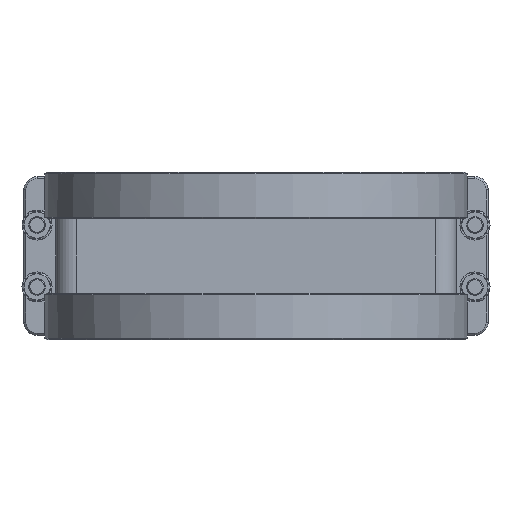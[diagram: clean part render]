
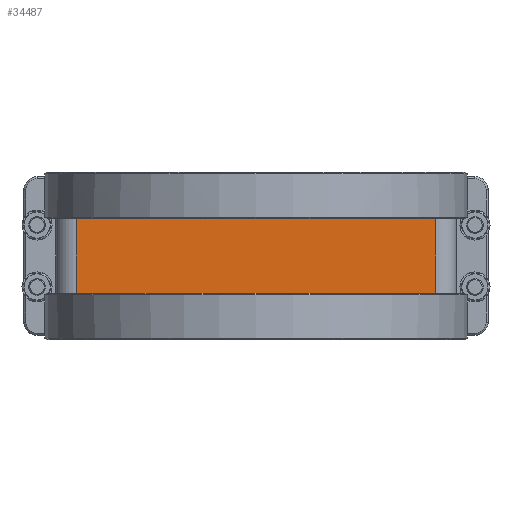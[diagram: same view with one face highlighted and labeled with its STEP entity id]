
A CAD part, front view. The second image highlights one B-rep face of the part: STEP entity #34487.
In plain terms, the highlighted planar face has unit normal (0, -1, 0).
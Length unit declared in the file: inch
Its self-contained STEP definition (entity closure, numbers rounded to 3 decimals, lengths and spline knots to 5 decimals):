
#101 = CARTESIAN_POINT ( 'NONE',  ( 1.93913, -3.447, 0.7025 ) ) ;
#534 = EDGE_CURVE ( 'NONE', #11348, #15442, #21989, .T. ) ;
#1259 = EDGE_CURVE ( 'NONE', #58948, #11558, #6112, .T. ) ;
#1563 = VERTEX_POINT ( 'NONE', #101 ) ;
#2005 = DIRECTION ( 'NONE',  ( 1., 0., 0. ) ) ;
#2441 = VERTEX_POINT ( 'NONE', #42912 ) ;
#3364 = VECTOR ( 'NONE', #2005, 39.37008 ) ;
#3566 = VECTOR ( 'NONE', #27022, 39.37008 ) ;
#3632 = VERTEX_POINT ( 'NONE', #18660 ) ;
#3857 = VECTOR ( 'NONE', #21768, 39.37008 ) ;
#3939 = ORIENTED_EDGE ( 'NONE', *, *, #25442, .T. ) ;
#5002 = VECTOR ( 'NONE', #48989, 39.37008 ) ;
#5989 = VERTEX_POINT ( 'NONE', #48125 ) ;
#6112 = LINE ( 'NONE', #54572, #50453 ) ;
#6392 = CARTESIAN_POINT ( 'NONE',  ( 0.44286, -3.447, -0.7025 ) ) ;
#6508 = CARTESIAN_POINT ( 'NONE',  ( -3.775, -3.447, 0.7025 ) ) ;
#7357 = CARTESIAN_POINT ( 'NONE',  ( 0., -3.447, 0.7025 ) ) ;
#7476 = ORIENTED_EDGE ( 'NONE', *, *, #34456, .T. ) ;
#7502 = CARTESIAN_POINT ( 'NONE',  ( -3.775, -3.447, -0.7025 ) ) ;
#7637 = CARTESIAN_POINT ( 'NONE',  ( 0., -3.447, -0.7025 ) ) ;
#8288 = VERTEX_POINT ( 'NONE', #62185 ) ;
#10631 = CARTESIAN_POINT ( 'NONE',  ( -3.39, -3.447, 0.7025 ) ) ;
#11348 = VERTEX_POINT ( 'NONE', #39894 ) ;
#11392 = VECTOR ( 'NONE', #38551, 39.37008 ) ;
#11558 = VERTEX_POINT ( 'NONE', #23530 ) ;
#11934 = DIRECTION ( 'NONE',  ( 0., 0., 1. ) ) ;
#11963 = FACE_OUTER_BOUND ( 'NONE', #32433, .T. ) ;
#12899 = VECTOR ( 'NONE', #32828, 39.37008 ) ;
#13432 = LINE ( 'NONE', #18471, #34223 ) ;
#13498 = VECTOR ( 'NONE', #11934, 39.37008 ) ;
#13729 = ORIENTED_EDGE ( 'NONE', *, *, #44946, .T. ) ;
#14357 = CARTESIAN_POINT ( 'NONE',  ( 3.39, -3.447, 0.72908 ) ) ;
#14497 = VECTOR ( 'NONE', #57944, 39.37008 ) ;
#15442 = VERTEX_POINT ( 'NONE', #6392 ) ;
#15805 = CARTESIAN_POINT ( 'NONE',  ( -3.775, -3.447, -0.7025 ) ) ;
#16291 = LINE ( 'NONE', #34851, #45174 ) ;
#16657 = DIRECTION ( 'NONE',  ( 1., 0., 0. ) ) ;
#16797 = LINE ( 'NONE', #7637, #29079 ) ;
#17128 = LINE ( 'NONE', #32201, #12899 ) ;
#18187 = VERTEX_POINT ( 'NONE', #53661 ) ;
#18471 = CARTESIAN_POINT ( 'NONE',  ( 0., -3.447, 0.7025 ) ) ;
#18660 = CARTESIAN_POINT ( 'NONE',  ( -0.6722, -3.447, 0.7025 ) ) ;
#19738 = CARTESIAN_POINT ( 'NONE',  ( -3.775, -3.447, -0.7025 ) ) ;
#20986 = CARTESIAN_POINT ( 'NONE',  ( 1.93913, -3.447, -0.7025 ) ) ;
#21725 = CARTESIAN_POINT ( 'NONE',  ( -3.775, -3.447, -0.7025 ) ) ;
#21768 = DIRECTION ( 'NONE',  ( 1., 0., 0. ) ) ;
#21770 = EDGE_CURVE ( 'NONE', #47379, #1563, #35681, .T. ) ;
#21989 = LINE ( 'NONE', #7502, #36354 ) ;
#22867 = DIRECTION ( 'NONE',  ( 1., 0., 0. ) ) ;
#23267 = EDGE_CURVE ( 'NONE', #46111, #35091, #45899, .T. ) ;
#23530 = CARTESIAN_POINT ( 'NONE',  ( 3.39, -3.447, -0.7025 ) ) ;
#25442 = EDGE_CURVE ( 'NONE', #8288, #58948, #30239, .T. ) ;
#25794 = CARTESIAN_POINT ( 'NONE',  ( -3.775, -3.447, -0.7025 ) ) ;
#25889 = EDGE_CURVE ( 'NONE', #40010, #43471, #43631, .T. ) ;
#25946 = ORIENTED_EDGE ( 'NONE', *, *, #54751, .F. ) ;
#26639 = DIRECTION ( 'NONE',  ( 1., 0., 0. ) ) ;
#27022 = DIRECTION ( 'NONE',  ( 1., 0., 0. ) ) ;
#29079 = VECTOR ( 'NONE', #45075, 39.37008 ) ;
#29425 = DIRECTION ( 'NONE',  ( -1., 0., 0. ) ) ;
#29613 = ORIENTED_EDGE ( 'NONE', *, *, #23267, .F. ) ;
#30239 = LINE ( 'NONE', #15805, #14497 ) ;
#32201 = CARTESIAN_POINT ( 'NONE',  ( 0., -3.447, 0.7025 ) ) ;
#32433 = EDGE_LOOP ( 'NONE', ( #47054, #48826, #61799, #7476, #3939, #40201, #41863, #25946, #33015, #40202, #56842, #13729, #34911, #37919, #29613, #47050 ) ) ;
#32828 = DIRECTION ( 'NONE',  ( 1., 0., 0. ) ) ;
#33015 = ORIENTED_EDGE ( 'NONE', *, *, #21770, .F. ) ;
#33864 = CARTESIAN_POINT ( 'NONE',  ( -3.39, -3.447, -0.7025 ) ) ;
#34197 = DIRECTION ( 'NONE',  ( 1., 0., 0. ) ) ;
#34223 = VECTOR ( 'NONE', #22867, 39.37008 ) ;
#34456 = EDGE_CURVE ( 'NONE', #15442, #8288, #35868, .T. ) ;
#34487 = ADVANCED_FACE ( 'NONE', ( #11963 ), #50324, .T. ) ;
#34851 = CARTESIAN_POINT ( 'NONE',  ( -3.775, -3.447, -0.7025 ) ) ;
#34911 = ORIENTED_EDGE ( 'NONE', *, *, #52495, .F. ) ;
#35091 = VERTEX_POINT ( 'NONE', #10631 ) ;
#35681 = LINE ( 'NONE', #7357, #3364 ) ;
#35868 = LINE ( 'NONE', #25794, #3566 ) ;
#36174 = DIRECTION ( 'NONE',  ( 0., -1., 0. ) ) ;
#36354 = VECTOR ( 'NONE', #16657, 39.37008 ) ;
#36530 = LINE ( 'NONE', #46574, #3857 ) ;
#37919 = ORIENTED_EDGE ( 'NONE', *, *, #41125, .F. ) ;
#38551 = DIRECTION ( 'NONE',  ( 1., 0., 0. ) ) ;
#38735 = AXIS2_PLACEMENT_3D ( 'NONE', #21725, #36174, #55355 ) ;
#39177 = CARTESIAN_POINT ( 'NONE',  ( -3.775, -3.447, 0.7025 ) ) ;
#39327 = VECTOR ( 'NONE', #52705, 39.37008 ) ;
#39482 = DIRECTION ( 'NONE',  ( 1., 0., 0. ) ) ;
#39894 = CARTESIAN_POINT ( 'NONE',  ( -0.44286, -3.447, -0.7025 ) ) ;
#40010 = VERTEX_POINT ( 'NONE', #51791 ) ;
#40201 = ORIENTED_EDGE ( 'NONE', *, *, #1259, .T. ) ;
#40202 = ORIENTED_EDGE ( 'NONE', *, *, #60932, .T. ) ;
#40502 = CARTESIAN_POINT ( 'NONE',  ( -1.93913, -3.447, 0.7025 ) ) ;
#41125 = EDGE_CURVE ( 'NONE', #35091, #58273, #52714, .T. ) ;
#41863 = ORIENTED_EDGE ( 'NONE', *, *, #59210, .F. ) ;
#42912 = CARTESIAN_POINT ( 'NONE',  ( 0.44286, -3.447, 0.7025 ) ) ;
#43471 = VERTEX_POINT ( 'NONE', #44396 ) ;
#43570 = CARTESIAN_POINT ( 'NONE',  ( 0., -3.447, 0.7025 ) ) ;
#43631 = LINE ( 'NONE', #19738, #60711 ) ;
#44396 = CARTESIAN_POINT ( 'NONE',  ( -0.6722, -3.447, -0.7025 ) ) ;
#44598 = EDGE_CURVE ( 'NONE', #43471, #11348, #16291, .T. ) ;
#44946 = EDGE_CURVE ( 'NONE', #5989, #3632, #56594, .T. ) ;
#45075 = DIRECTION ( 'NONE',  ( 1., 0., 0. ) ) ;
#45174 = VECTOR ( 'NONE', #26639, 39.37008 ) ;
#45899 = LINE ( 'NONE', #54399, #13498 ) ;
#46111 = VERTEX_POINT ( 'NONE', #33864 ) ;
#46574 = CARTESIAN_POINT ( 'NONE',  ( 0., -3.447, 0.7025 ) ) ;
#46691 = EDGE_CURVE ( 'NONE', #46111, #40010, #16797, .T. ) ;
#47050 = ORIENTED_EDGE ( 'NONE', *, *, #46691, .T. ) ;
#47054 = ORIENTED_EDGE ( 'NONE', *, *, #25889, .T. ) ;
#47379 = VERTEX_POINT ( 'NONE', #49019 ) ;
#48125 = CARTESIAN_POINT ( 'NONE',  ( -0.44286, -3.447, 0.7025 ) ) ;
#48826 = ORIENTED_EDGE ( 'NONE', *, *, #44598, .T. ) ;
#48989 = DIRECTION ( 'NONE',  ( -1., 0., 0. ) ) ;
#49019 = CARTESIAN_POINT ( 'NONE',  ( 0.6722, -3.447, 0.7025 ) ) ;
#50324 = PLANE ( 'NONE',  #38735 ) ;
#50453 = VECTOR ( 'NONE', #39482, 39.37008 ) ;
#51791 = CARTESIAN_POINT ( 'NONE',  ( -1.93913, -3.447, -0.7025 ) ) ;
#52495 = EDGE_CURVE ( 'NONE', #58273, #3632, #17128, .T. ) ;
#52705 = DIRECTION ( 'NONE',  ( 0., 0., -1. ) ) ;
#52714 = LINE ( 'NONE', #43570, #11392 ) ;
#52779 = EDGE_CURVE ( 'NONE', #5989, #2441, #36530, .T. ) ;
#53522 = VECTOR ( 'NONE', #29425, 39.37008 ) ;
#53661 = CARTESIAN_POINT ( 'NONE',  ( 3.39, -3.447, 0.7025 ) ) ;
#53963 = LINE ( 'NONE', #39177, #53522 ) ;
#54399 = CARTESIAN_POINT ( 'NONE',  ( -3.39, -3.447, 0.72908 ) ) ;
#54572 = CARTESIAN_POINT ( 'NONE',  ( 0., -3.447, -0.7025 ) ) ;
#54751 = EDGE_CURVE ( 'NONE', #1563, #18187, #13432, .T. ) ;
#55355 = DIRECTION ( 'NONE',  ( 0., 0., -1. ) ) ;
#56594 = LINE ( 'NONE', #6508, #5002 ) ;
#56842 = ORIENTED_EDGE ( 'NONE', *, *, #52779, .F. ) ;
#57944 = DIRECTION ( 'NONE',  ( 1., 0., 0. ) ) ;
#58273 = VERTEX_POINT ( 'NONE', #40502 ) ;
#58948 = VERTEX_POINT ( 'NONE', #20986 ) ;
#59210 = EDGE_CURVE ( 'NONE', #18187, #11558, #61218, .T. ) ;
#60711 = VECTOR ( 'NONE', #34197, 39.37008 ) ;
#60932 = EDGE_CURVE ( 'NONE', #47379, #2441, #53963, .T. ) ;
#61218 = LINE ( 'NONE', #14357, #39327 ) ;
#61799 = ORIENTED_EDGE ( 'NONE', *, *, #534, .T. ) ;
#62185 = CARTESIAN_POINT ( 'NONE',  ( 0.6722, -3.447, -0.7025 ) ) ;
